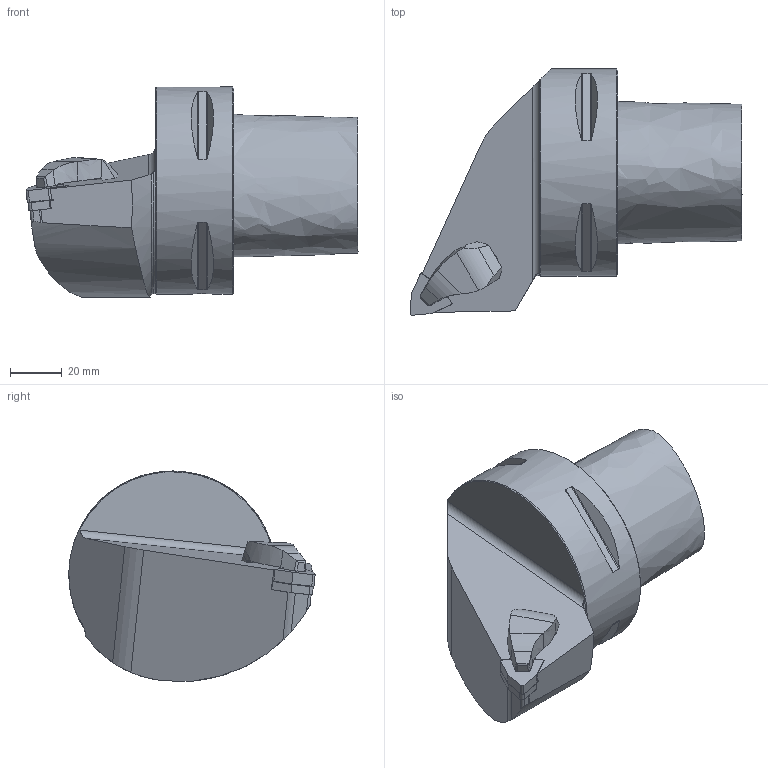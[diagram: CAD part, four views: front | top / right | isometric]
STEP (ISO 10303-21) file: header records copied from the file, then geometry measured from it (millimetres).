
FILE_DESCRIPTION(/* description */ (''),/* implementation_level */ '2;1');
FILE_NAME(/* name */ 'AC8 TWLNR 55080 08 H.stp',/* time_stamp */ '2024-12-18T17:46:08+03:00',/* author */ (''),/* organization */ (''),/* preprocessor_version */ 'ST-DEVELOPER v19.4',/* originating_system */ 'SIEMENS PLM Software NX2306.9102',/* authorisation */ '');
FILE_SCHEMA (('AUTOMOTIVE_DESIGN { 1 0 10303 214 3 1 1 1 }'));
Length unit declared in the file: millimetre
Products named in the file (1): AC8 TWLNR 55080 08 H-Light Step-Dxf_objects
Bounding box: 128 x 95 x 81 mm (x, y, z)
Volume: 359584.2 mm3; surface area: 35354.7 mm2
Topology: 2 solids, 2 shells, 119 faces, 319 edges, 212 vertices
Faces by surface type: plane 65, cylinder 32, cone 15, bspline 3, torus 2, extrusion 2
Full cylindrical faces by diameter (mm): 4 x2, 10 x1, 80 x1
Entity records: 5093 total; most frequent: CARTESIAN_POINT 2024, ORIENTED_EDGE 598, DIRECTION 567, EDGE_CURVE 299, VERTEX_POINT 204, AXIS2_PLACEMENT_3D 204, VECTOR 159, LINE 157
